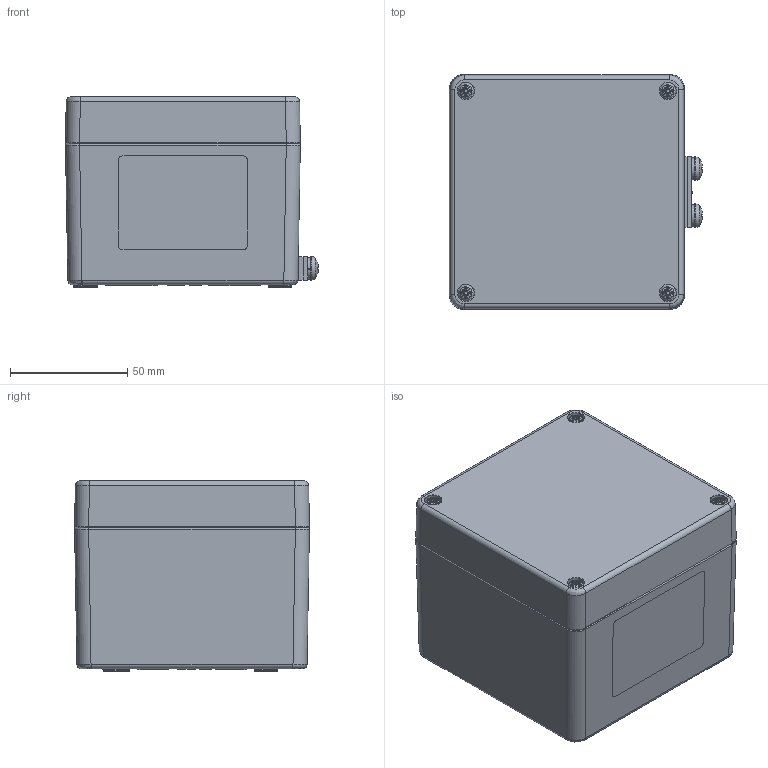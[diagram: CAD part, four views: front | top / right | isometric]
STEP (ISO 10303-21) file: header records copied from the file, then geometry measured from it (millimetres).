
FILE_DESCRIPTION(/* description */ (''),/* implementation_level */ '2;1');
FILE_NAME(/* name */ '3111105500-MBA_101080_VE.stp',/* time_stamp */ '2016-08-03T10:44:00+02:00',/* author */ ('Robin.Rentz'),/* organization */ (''),/* preprocessor_version */ 'ST-DEVELOPER v15.6',/* originating_system */ 'Autodesk Inventor 2015',/* authorisation */ '');
FILE_SCHEMA (('AUTOMOTIVE_DESIGN { 1 0 10303 214 3 1 1 }'));
Products named in the file (9): 3111105500-UT-für-101080_VE; 0100105501-OT-für-101080_VE; 1990000018 Schraube BM4x24_11; Aussenerde groß; AS 1968 - 1976 - 5; ISO 8744 - 2 x 8(1); AS 1427 - M5 x 16(5) II; Aussenerde m5 2; 3111105500-MBA_101080_VE
Bounding box: 107.74 x 99.98 x 81 mm (x, y, z)
Volume: 218595.6 mm3; surface area: 112705.9 mm2
Topology: 13 solids, 13 shells, 1689 faces, 4090 edges, 2503 vertices
Faces by surface type: plane 508, bspline 499, cylinder 315, torus 208, cone 134, sphere 25
Full cylindrical faces by diameter (mm): 2 x3, 3 x4, 3.242 x11, 3.3 x4, 4 x4, 4.134 x2, 4.5 x5, 4.51 x2, 5 x6, 5.5 x4, 6.8 x4, 7.2 x8, 8 x4, 12 x1
Entity records: 64341 total; most frequent: CARTESIAN_POINT 34053, ORIENTED_EDGE 6482, DIRECTION 5338, EDGE_CURVE 3241, VERTEX_POINT 2073, AXIS2_PLACEMENT_3D 1965, EDGE_LOOP 1740, FACE_OUTER_BOUND 1446
